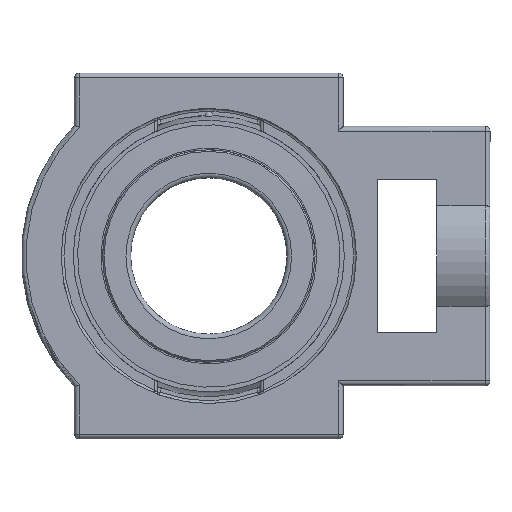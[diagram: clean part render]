
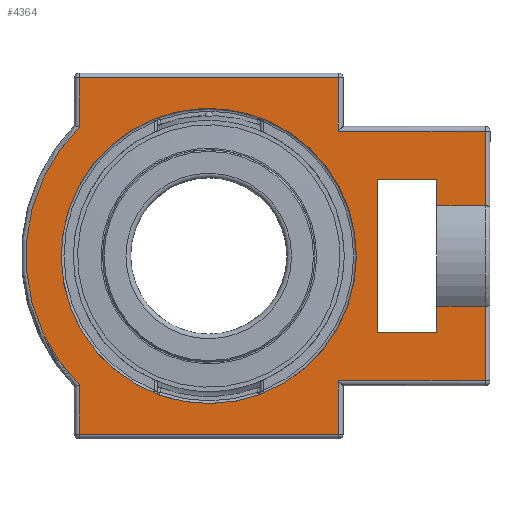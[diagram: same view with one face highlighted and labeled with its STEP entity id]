
A CAD part, left-side view. The second image highlights one B-rep face of the part: STEP entity #4364.
In plain terms, the highlighted face is planar.
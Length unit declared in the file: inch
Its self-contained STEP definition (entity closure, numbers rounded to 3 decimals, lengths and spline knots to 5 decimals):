
#976=VECTOR('',#5102,1.);
#1010=VECTOR('',#5253,1.);
#1011=VECTOR('',#5256,1.);
#1014=VECTOR('',#5266,1.);
#1015=VECTOR('',#5271,1.);
#1017=VECTOR('',#5280,1.);
#1022=VECTOR('',#5291,1.);
#1026=VECTOR('',#5301,1.);
#1029=VECTOR('',#5310,1.);
#1034=VECTOR('',#5321,1.);
#1041=VECTOR('',#5335,1.);
#1042=VECTOR('',#5336,1.);
#1043=VECTOR('',#5337,1.);
#1044=VECTOR('',#5338,1.);
#1045=VECTOR('',#5339,1.);
#1046=VECTOR('',#5340,1.);
#1213=LINE('',#6521,#976);
#1247=LINE('',#6716,#1010);
#1248=LINE('',#6733,#1011);
#1251=LINE('',#6741,#1014);
#1252=LINE('',#6745,#1015);
#1254=LINE('',#6767,#1017);
#1259=LINE('',#6777,#1022);
#1263=LINE('',#6786,#1026);
#1266=LINE('',#6794,#1029);
#1271=LINE('',#6821,#1034);
#1278=LINE('',#6854,#1041);
#1279=LINE('',#6856,#1042);
#1280=LINE('',#6858,#1043);
#1281=LINE('',#6860,#1044);
#1282=LINE('',#6862,#1045);
#1283=LINE('',#6865,#1046);
#1540=PLANE('',#4696);
#1641=VERTEX_POINT('',#6486);
#1644=VERTEX_POINT('',#6495);
#1646=VERTEX_POINT('',#6500);
#1650=VERTEX_POINT('',#6509);
#1652=VERTEX_POINT('',#6514);
#1655=VERTEX_POINT('',#6522);
#1656=VERTEX_POINT('',#6526);
#1659=VERTEX_POINT('',#6533);
#1701=VERTEX_POINT('',#6717);
#1703=VERTEX_POINT('',#6742);
#1704=VERTEX_POINT('',#6746);
#1712=VERTEX_POINT('',#6795);
#1717=VERTEX_POINT('',#6822);
#1724=VERTEX_POINT('',#6855);
#1725=VERTEX_POINT('',#6857);
#1726=VERTEX_POINT('',#6859);
#1727=VERTEX_POINT('',#6861);
#1728=VERTEX_POINT('',#6863);
#1729=VERTEX_POINT('',#6864);
#1987=CIRCLE('',#4589,1.85977);
#2039=CIRCLE('',#4694,2.30315);
#2204=EDGE_CURVE('',#1641,#1641,#1987,.T.);
#2218=EDGE_CURVE('',#1652,#1655,#1213,.T.);
#2289=EDGE_CURVE('',#1659,#1701,#1247,.T.);
#2291=EDGE_CURVE('',#1655,#1659,#1248,.T.);
#2296=EDGE_CURVE('',#1656,#1703,#1251,.T.);
#2298=EDGE_CURVE('',#1704,#1656,#1252,.T.);
#2303=EDGE_CURVE('',#1703,#1650,#1254,.T.);
#2309=EDGE_CURVE('',#1646,#1652,#1259,.T.);
#2314=EDGE_CURVE('',#1650,#1644,#1263,.T.);
#2318=EDGE_CURVE('',#1712,#1646,#1266,.T.);
#2325=EDGE_CURVE('',#1644,#1717,#1271,.T.);
#2328=EDGE_CURVE('',#1717,#1712,#2039,.T.);
#2336=EDGE_CURVE('',#1704,#1724,#1278,.T.);
#2337=EDGE_CURVE('',#1725,#1724,#1279,.T.);
#2338=EDGE_CURVE('',#1726,#1725,#1280,.T.);
#2339=EDGE_CURVE('',#1727,#1726,#1281,.T.);
#2340=EDGE_CURVE('',#1728,#1727,#1282,.T.);
#2341=EDGE_CURVE('',#1729,#1728,#1279,.T.);
#2342=EDGE_CURVE('',#1729,#1701,#1283,.T.);
#3009=ORIENTED_EDGE('',*,*,#2289,.F.);
#3010=ORIENTED_EDGE('',*,*,#2291,.F.);
#3011=ORIENTED_EDGE('',*,*,#2218,.F.);
#3012=ORIENTED_EDGE('',*,*,#2309,.F.);
#3013=ORIENTED_EDGE('',*,*,#2318,.F.);
#3014=ORIENTED_EDGE('',*,*,#2328,.F.);
#3015=ORIENTED_EDGE('',*,*,#2325,.F.);
#3016=ORIENTED_EDGE('',*,*,#2314,.F.);
#3017=ORIENTED_EDGE('',*,*,#2303,.F.);
#3018=ORIENTED_EDGE('',*,*,#2296,.F.);
#3019=ORIENTED_EDGE('',*,*,#2298,.F.);
#3020=ORIENTED_EDGE('',*,*,#2336,.T.);
#3021=ORIENTED_EDGE('',*,*,#2337,.F.);
#3022=ORIENTED_EDGE('',*,*,#2338,.F.);
#3023=ORIENTED_EDGE('',*,*,#2339,.F.);
#3024=ORIENTED_EDGE('',*,*,#2340,.F.);
#3025=ORIENTED_EDGE('',*,*,#2341,.F.);
#3026=ORIENTED_EDGE('',*,*,#2342,.T.);
#3027=ORIENTED_EDGE('',*,*,#2204,.T.);
#3812=EDGE_LOOP('',(#3009,#3010,#3011,#3012,#3013,#3014,#3015,#3016,#3017,
#3018,#3019,#3020,#3021,#3022,#3023,#3024,#3025,#3026));
#3813=EDGE_LOOP('',(#3027));
#4087=FACE_BOUND('',#3812,.T.);
#4088=FACE_BOUND('',#3813,.T.);
#4364=ADVANCED_FACE('',(#4087,#4088),#1540,.T.);
#4589=AXIS2_PLACEMENT_3D('',#6485,#5062,#5063);
#4694=AXIS2_PLACEMENT_3D('',#6839,#5325,#5326);
#4696=AXIS2_PLACEMENT_3D('',#6853,#5334,$);
#5062=DIRECTION('',(0.,0.,-1.));
#5063=DIRECTION('',(0.,1.86,0.));
#5102=DIRECTION('',(-1.,0.,0.));
#5253=DIRECTION('',(-1.,0.,0.));
#5256=DIRECTION('',(0.,-1.,0.));
#5266=DIRECTION('',(0.,1.,0.));
#5271=DIRECTION('',(-1.,0.,0.));
#5280=DIRECTION('',(-1.,0.,0.));
#5291=DIRECTION('',(0.,-1.,0.));
#5301=DIRECTION('',(0.,1.,0.));
#5310=DIRECTION('',(1.,0.,0.));
#5321=DIRECTION('',(1.,0.,0.));
#5325=DIRECTION('',(0.,0.,-1.));
#5326=DIRECTION('',(0.,2.303,0.));
#5334=DIRECTION('',(0.,0.,1.));
#5335=DIRECTION('',(0.,1.,0.));
#5336=DIRECTION('',(1.,0.,0.));
#5337=DIRECTION('',(0.,-1.,0.));
#5338=DIRECTION('',(-1.,0.,0.));
#5339=DIRECTION('',(0.,1.,0.));
#5340=DIRECTION('',(0.,-1.,0.));
#6485=CARTESIAN_POINT('',(0.,0.,0.72835));
#6486=CARTESIAN_POINT('',(0.,-1.85977,0.72835));
#6495=CARTESIAN_POINT('',(-2.24409,1.63386,0.72835));
#6500=CARTESIAN_POINT('',(2.24409,1.63386,0.72835));
#6509=CARTESIAN_POINT('',(-2.24409,-1.63386,0.72835));
#6514=CARTESIAN_POINT('',(2.24409,-1.63386,0.72835));
#6521=CARTESIAN_POINT('',(0.4803,-1.63386,0.72835));
#6522=CARTESIAN_POINT('',(1.5748,-1.63386,0.72835));
#6526=CARTESIAN_POINT('',(-1.5748,-3.48425,0.72835));
#6533=CARTESIAN_POINT('',(1.5748,-3.48425,0.72835));
#6716=CARTESIAN_POINT('',(-0.91241,-3.48425,0.72835));
#6717=CARTESIAN_POINT('',(0.63238,-3.48425,0.72835));
#6733=CARTESIAN_POINT('',(1.5748,-1.73182,0.72835));
#6741=CARTESIAN_POINT('',(-1.5748,-1.73182,0.72835));
#6742=CARTESIAN_POINT('',(-1.5748,-1.63386,0.72835));
#6745=CARTESIAN_POINT('',(-0.91241,-3.48425,0.72835));
#6746=CARTESIAN_POINT('',(-0.63238,-3.48425,0.72835));
#6767=CARTESIAN_POINT('',(-1.4882,-1.63386,0.72835));
#6777=CARTESIAN_POINT('',(2.24409,-0.42276,0.72835));
#6786=CARTESIAN_POINT('',(-2.24409,-0.42276,0.72835));
#6794=CARTESIAN_POINT('',(0.4837,1.63386,0.72835));
#6795=CARTESIAN_POINT('',(1.62327,1.63386,0.72835));
#6821=CARTESIAN_POINT('',(-1.4916,1.63386,0.72835));
#6822=CARTESIAN_POINT('',(-1.62327,1.63386,0.72835));
#6839=CARTESIAN_POINT('',(0.,0.,0.72835));
#6853=CARTESIAN_POINT('',(-1.0079,-0.84553,0.72835));
#6854=CARTESIAN_POINT('',(-0.63238,-3.20866,0.72835));
#6855=CARTESIAN_POINT('',(-0.63238,-2.87402,0.72835));
#6856=CARTESIAN_POINT('',(-0.96457,-2.87402,0.72835));
#6857=CARTESIAN_POINT('',(-0.96457,-2.87402,0.72835));
#6858=CARTESIAN_POINT('',(-0.96457,-2.12598,0.72835));
#6859=CARTESIAN_POINT('',(-0.96457,-2.12598,0.72835));
#6860=CARTESIAN_POINT('',(0.,-2.12598,0.72835));
#6861=CARTESIAN_POINT('',(0.96457,-2.12598,0.72835));
#6862=CARTESIAN_POINT('',(0.96457,-2.12598,0.72835));
#6863=CARTESIAN_POINT('',(0.96457,-2.87402,0.72835));
#6864=CARTESIAN_POINT('',(0.63238,-2.87402,0.72835));
#6865=CARTESIAN_POINT('',(0.63238,-3.20866,0.72835));
